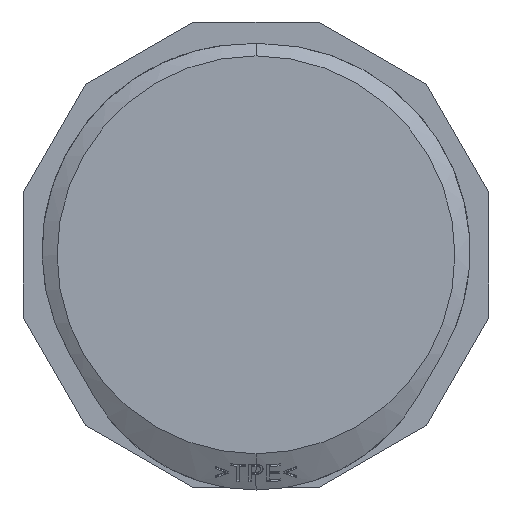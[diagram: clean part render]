
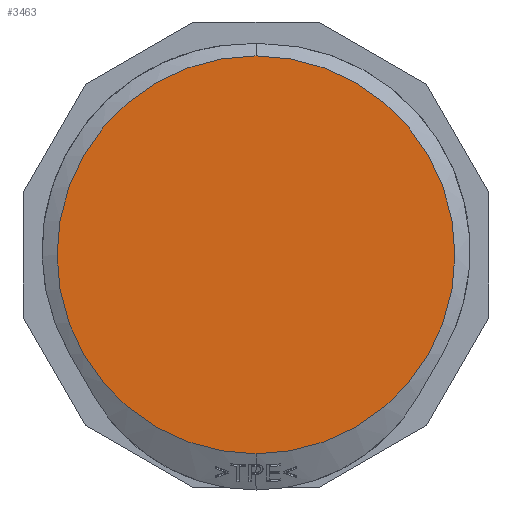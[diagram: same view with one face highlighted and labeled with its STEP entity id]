
A CAD part, front view. The second image highlights one B-rep face of the part: STEP entity #3463.
In plain terms, the highlighted planar face has unit normal (0, -1, 0).
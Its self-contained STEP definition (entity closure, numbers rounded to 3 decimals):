
#1484=CIRCLE('',#17508,24.75);
#1485=CIRCLE('',#17510,24.75);
#2514=FACE_OUTER_BOUND('',#5467,.T.);
#3463=ADVANCED_FACE('KES-E-R 50/9-B',(#2514),#3842,.F.);
#3842=PLANE('',#17512);
#5467=EDGE_LOOP('',(#10119,#10120));
#10119=ORIENTED_EDGE('',*,*,#13920,.F.);
#10120=ORIENTED_EDGE('',*,*,#13915,.F.);
#11588=VERTEX_POINT('',#40371);
#11589=VERTEX_POINT('',#40373);
#13915=EDGE_CURVE('GENERATED CIRCLE',#11588,#11589,#1484,.T.);
#13920=EDGE_CURVE('GENERATED CIRCLE',#11589,#11588,#1485,.T.);
#17508=AXIS2_PLACEMENT_3D('',#40372,#21750,#21751);
#17510=AXIS2_PLACEMENT_3D('',#40398,#21756,#21757);
#17512=AXIS2_PLACEMENT_3D('',#40400,#21760,#21761);
#21750=DIRECTION('',(0.,1.,0.));
#21751=DIRECTION('',(1.,0.,0.));
#21756=DIRECTION('',(0.,1.,0.));
#21757=DIRECTION('',(1.,0.,0.));
#21760=DIRECTION('',(0.,1.,0.));
#21761=DIRECTION('',(0.,0.,-1.));
#40371=CARTESIAN_POINT('',(0.,0.,-24.75));
#40372=CARTESIAN_POINT('',(0.,0.,0.));
#40373=CARTESIAN_POINT('',(0.,0.,24.75));
#40398=CARTESIAN_POINT('',(0.,0.,0.));
#40400=CARTESIAN_POINT('',(0.,0.,0.));
